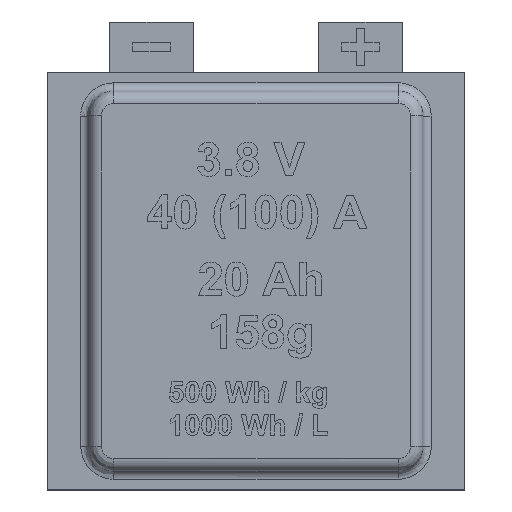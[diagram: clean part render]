
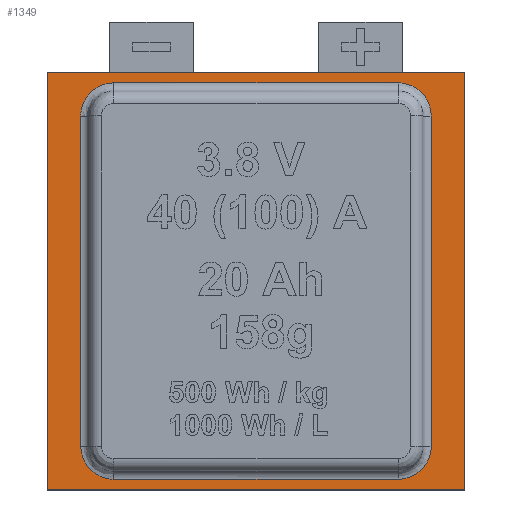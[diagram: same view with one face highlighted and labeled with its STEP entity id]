
A CAD part, top view. The second image highlights one B-rep face of the part: STEP entity #1349.
In plain terms, the highlighted free-form (B-spline) face has degree [1, 1] with [2, 2] control points.
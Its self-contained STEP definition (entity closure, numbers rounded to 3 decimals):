
#715 = VERTEX_POINT('',#716);
#716 = CARTESIAN_POINT('',(31.331,-43.72,
    0.691));
#722 = EDGE_CURVE('',#723,#715,#725,.T.);
#723 = VERTEX_POINT('',#724);
#724 = CARTESIAN_POINT('',(-31.331,-43.72,0.691
    ));
#725 = B_SPLINE_CURVE_WITH_KNOTS('',1,(#726,#727),.UNSPECIFIED.,.F.,.F.,
  (2,2),(-14.,54.),.PIECEWISE_BEZIER_KNOTS.);
#726 = CARTESIAN_POINT('',(-31.331,-43.72,0.691
    ));
#727 = CARTESIAN_POINT('',(31.331,-43.72,
    0.691));
#748 = VERTEX_POINT('',#749);
#749 = CARTESIAN_POINT('',(-38.651,-36.4,
    0.691));
#755 = EDGE_CURVE('',#748,#723,#756,.T.);
#756 = B_SPLINE_CURVE_WITH_KNOTS('',3,(#757,#758,#759,#760,#761,#762,
    #763),.UNSPECIFIED.,.F.,.F.,(4,1,1,1,4),(-6.201,
    -5.847,-5.492,-5.227,-4.961),
  .UNSPECIFIED.);
#757 = CARTESIAN_POINT('',(-38.651,-36.4,
    0.691));
#758 = CARTESIAN_POINT('',(-38.651,-37.489,
    0.691));
#759 = CARTESIAN_POINT('',(-38.153,-39.684,0.691)
  );
#760 = CARTESIAN_POINT('',(-36.224,-42.097,
    0.691));
#761 = CARTESIAN_POINT('',(-33.795,-43.441,
    0.691));
#762 = CARTESIAN_POINT('',(-32.148,-43.72,0.691
    ));
#763 = CARTESIAN_POINT('',(-31.331,-43.72,0.691
    ));
#816 = VERTEX_POINT('',#817);
#817 = CARTESIAN_POINT('',(38.651,-36.4,
    0.691));
#905 = EDGE_CURVE('',#715,#816,#906,.T.);
#906 = B_SPLINE_CURVE_WITH_KNOTS('',3,(#907,#908,#909,#910,#911,#912),
  .UNSPECIFIED.,.F.,.F.,(4,1,1,4),(0.,0.532,0.887,
    1.241),.UNSPECIFIED.);
#907 = CARTESIAN_POINT('',(31.331,-43.72,
    0.691));
#908 = CARTESIAN_POINT('',(32.965,-43.72,0.691
    ));
#909 = CARTESIAN_POINT('',(35.689,-42.767,
    0.691));
#910 = CARTESIAN_POINT('',(38.151,-39.682,
    0.691));
#911 = CARTESIAN_POINT('',(38.651,-37.493,
    0.691));
#912 = CARTESIAN_POINT('',(38.651,-36.4,
    0.691));
#956 = EDGE_CURVE('',#957,#748,#959,.T.);
#957 = VERTEX_POINT('',#958);
#958 = CARTESIAN_POINT('',(-38.651,36.4,0.691
    ));
#959 = B_SPLINE_CURVE_WITH_KNOTS('',1,(#960,#961),.UNSPECIFIED.,.F.,.F.,
  (2,2),(-16.75,62.25),.PIECEWISE_BEZIER_KNOTS.);
#960 = CARTESIAN_POINT('',(-38.651,36.4,0.691
    ));
#961 = CARTESIAN_POINT('',(-38.651,-36.4,
    0.691));
#979 = EDGE_CURVE('',#816,#980,#982,.T.);
#980 = VERTEX_POINT('',#981);
#981 = CARTESIAN_POINT('',(38.651,36.4,0.691
    ));
#982 = B_SPLINE_CURVE_WITH_KNOTS('',1,(#983,#984),.UNSPECIFIED.,.F.,.F.,
  (2,2),(-16.75,62.25),.PIECEWISE_BEZIER_KNOTS.);
#983 = CARTESIAN_POINT('',(38.651,-36.4,
    0.691));
#984 = CARTESIAN_POINT('',(38.651,36.4,0.691
    ));
#1013 = VERTEX_POINT('',#1014);
#1014 = CARTESIAN_POINT('',(-31.331,43.72,
    0.691));
#1020 = EDGE_CURVE('',#1013,#957,#1021,.T.);
#1021 = B_SPLINE_CURVE_WITH_KNOTS('',3,(#1022,#1023,#1024,#1025,#1026,
    #1027,#1028),.UNSPECIFIED.,.F.,.F.,(4,1,1,1,4),(-6.201,
    -5.847,-5.492,-5.227,-4.961),
  .UNSPECIFIED.);
#1022 = CARTESIAN_POINT('',(-31.331,43.72,
    0.691));
#1023 = CARTESIAN_POINT('',(-32.421,43.72,
    0.691));
#1024 = CARTESIAN_POINT('',(-34.616,43.221,
    0.691));
#1025 = CARTESIAN_POINT('',(-37.029,41.292,
    0.691));
#1026 = CARTESIAN_POINT('',(-38.372,38.864,
    0.691));
#1027 = CARTESIAN_POINT('',(-38.651,37.216,
    0.691));
#1028 = CARTESIAN_POINT('',(-38.651,36.4,
    0.691));
#1081 = VERTEX_POINT('',#1082);
#1082 = CARTESIAN_POINT('',(31.331,43.72,
    0.691));
#1173 = EDGE_CURVE('',#980,#1081,#1174,.T.);
#1174 = B_SPLINE_CURVE_WITH_KNOTS('',3,(#1175,#1176,#1177,#1178,#1179,
    #1180),.UNSPECIFIED.,.F.,.F.,(4,1,1,4),(0.,
    0.355,0.709,1.241),.UNSPECIFIED.);
#1175 = CARTESIAN_POINT('',(38.651,36.4,
    0.691));
#1176 = CARTESIAN_POINT('',(38.651,37.489,
    0.691));
#1177 = CARTESIAN_POINT('',(38.156,39.666,
    0.691));
#1178 = CARTESIAN_POINT('',(35.711,42.756,
    0.691));
#1179 = CARTESIAN_POINT('',(32.971,43.72,
    0.691));
#1180 = CARTESIAN_POINT('',(31.331,43.72,
    0.691));
#1222 = EDGE_CURVE('',#1081,#1013,#1223,.T.);
#1223 = B_SPLINE_CURVE_WITH_KNOTS('',1,(#1224,#1225),.UNSPECIFIED.,.F.,
  .F.,(2,2),(-14.,54.),.PIECEWISE_BEZIER_KNOTS.);
#1224 = CARTESIAN_POINT('',(31.331,43.72,
    0.691));
#1225 = CARTESIAN_POINT('',(-31.331,43.72,
    0.691));
#1349 = ADVANCED_FACE('',(#1350,#1380),#1390,.T.);
#1350 = FACE_BOUND('',#1351,.T.);
#1351 = EDGE_LOOP('',(#1352,#1361,#1368,#1375));
#1352 = ORIENTED_EDGE('',*,*,#1353,.T.);
#1353 = EDGE_CURVE('',#1354,#1356,#1358,.T.);
#1354 = VERTEX_POINT('',#1355);
#1355 = CARTESIAN_POINT('',(-46.076,-46.076,0.691
    ));
#1356 = VERTEX_POINT('',#1357);
#1357 = CARTESIAN_POINT('',(46.076,-46.076,
    0.691));
#1358 = B_SPLINE_CURVE_WITH_KNOTS('',1,(#1359,#1360),.UNSPECIFIED.,.F.,
  .F.,(2,2),(0.,100.),.PIECEWISE_BEZIER_KNOTS.);
#1359 = CARTESIAN_POINT('',(-46.076,-46.076,0.691
    ));
#1360 = CARTESIAN_POINT('',(46.076,-46.076,
    0.691));
#1361 = ORIENTED_EDGE('',*,*,#1362,.T.);
#1362 = EDGE_CURVE('',#1356,#1363,#1365,.T.);
#1363 = VERTEX_POINT('',#1364);
#1364 = CARTESIAN_POINT('',(46.076,46.076,
    0.691));
#1365 = B_SPLINE_CURVE_WITH_KNOTS('',1,(#1366,#1367),.UNSPECIFIED.,.F.,
  .F.,(2,2),(0.,100.),.PIECEWISE_BEZIER_KNOTS.);
#1366 = CARTESIAN_POINT('',(46.076,-46.076,
    0.691));
#1367 = CARTESIAN_POINT('',(46.076,46.076,
    0.691));
#1368 = ORIENTED_EDGE('',*,*,#1369,.T.);
#1369 = EDGE_CURVE('',#1363,#1370,#1372,.T.);
#1370 = VERTEX_POINT('',#1371);
#1371 = CARTESIAN_POINT('',(-46.076,46.076,
    0.691));
#1372 = B_SPLINE_CURVE_WITH_KNOTS('',1,(#1373,#1374),.UNSPECIFIED.,.F.,
  .F.,(2,2),(0.,100.),.PIECEWISE_BEZIER_KNOTS.);
#1373 = CARTESIAN_POINT('',(46.076,46.076,
    0.691));
#1374 = CARTESIAN_POINT('',(-46.076,46.076,
    0.691));
#1375 = ORIENTED_EDGE('',*,*,#1376,.T.);
#1376 = EDGE_CURVE('',#1370,#1354,#1377,.T.);
#1377 = B_SPLINE_CURVE_WITH_KNOTS('',1,(#1378,#1379),.UNSPECIFIED.,.F.,
  .F.,(2,2),(0.,100.),.PIECEWISE_BEZIER_KNOTS.);
#1378 = CARTESIAN_POINT('',(-46.076,46.076,
    0.691));
#1379 = CARTESIAN_POINT('',(-46.076,-46.076,0.691
    ));
#1380 = FACE_BOUND('',#1381,.T.);
#1381 = EDGE_LOOP('',(#1382,#1383,#1384,#1385,#1386,#1387,#1388,#1389));
#1382 = ORIENTED_EDGE('',*,*,#722,.F.);
#1383 = ORIENTED_EDGE('',*,*,#755,.F.);
#1384 = ORIENTED_EDGE('',*,*,#956,.F.);
#1385 = ORIENTED_EDGE('',*,*,#1020,.F.);
#1386 = ORIENTED_EDGE('',*,*,#1222,.F.);
#1387 = ORIENTED_EDGE('',*,*,#1173,.F.);
#1388 = ORIENTED_EDGE('',*,*,#979,.F.);
#1389 = ORIENTED_EDGE('',*,*,#905,.F.);
#1390 = B_SPLINE_SURFACE_WITH_KNOTS('',1,1,(
    (#1391,#1392)
    ,(#1393,#1394
    )),.UNSPECIFIED.,.F.,.F.,.F.,(2,2),(2,2),(-50.,50.),(-50.,50.),
  .PIECEWISE_BEZIER_KNOTS.);
#1391 = CARTESIAN_POINT('',(-46.076,-46.076,0.691
    ));
#1392 = CARTESIAN_POINT('',(-46.076,46.076,
    0.691));
#1393 = CARTESIAN_POINT('',(46.076,-46.076,
    0.691));
#1394 = CARTESIAN_POINT('',(46.076,46.076,
    0.691));
